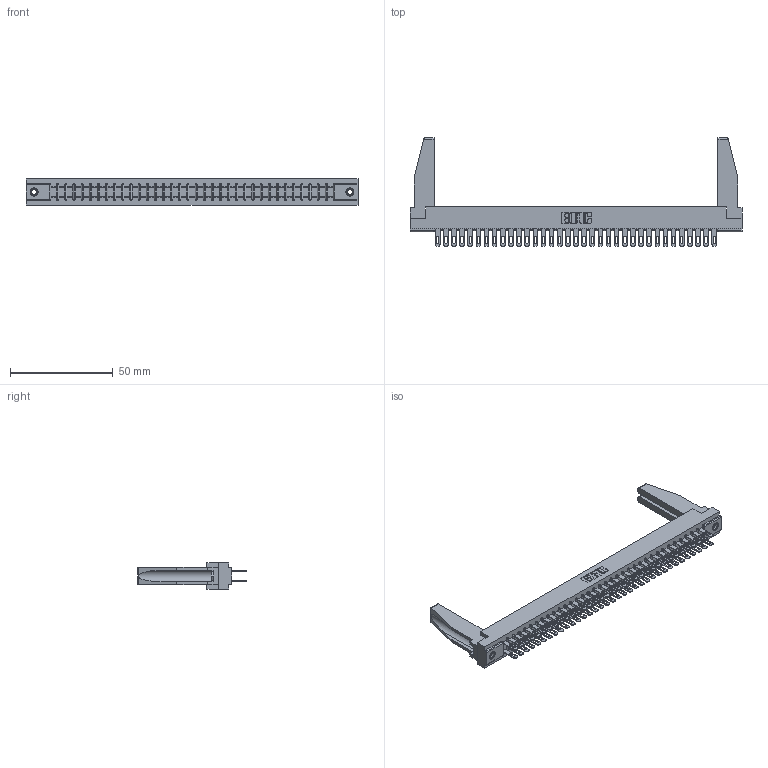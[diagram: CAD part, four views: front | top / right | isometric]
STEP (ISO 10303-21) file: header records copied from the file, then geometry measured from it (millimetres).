
FILE_DESCRIPTION (( 'STEP AP203' ), '1' );
FILE_NAME ('307-070-500-278.STEP', '2019-09-06T19:20:37', ( '' ), ( '' ), 'SwSTEP 2.0', 'SolidWorks 2016', '' );
FILE_SCHEMA (( 'CONFIG_CONTROL_DESIGN' ));
Length unit declared in the file: inch
Products named in the file (5): 307-220-078; 307-290-001_500; 345-250-001_345-250-001-102; 307-070-500-278; 307 Part_.156 Dia Mounting Holes
Assembly tree (75 placements, depth 2):
  307-070-500-278
    307 Part_.156 Dia Mounting Holes
    307-290-001_500  x70
    307-220-078  x2
    345-250-001_345-250-001-102  x2
Bounding box: 161.7 x 52.88 x 12.7 mm (x, y, z)
Volume: 21338.8 mm3; surface area: 26022.4 mm2
Topology: 75 solids, 75 shells, 3504 faces, 9753 edges, 6302 vertices
Faces by surface type: plane 2254, cylinder 1162, sphere 72, cone 12, torus 4
Entity records: 34401 total; most frequent: CARTESIAN_POINT 5637, ORIENTED_EDGE 5544, DIRECTION 5480, EDGE_CURVE 2772, LINE 2126, VECTOR 2126, VERTEX_POINT 1792, AXIS2_PLACEMENT_3D 1677
